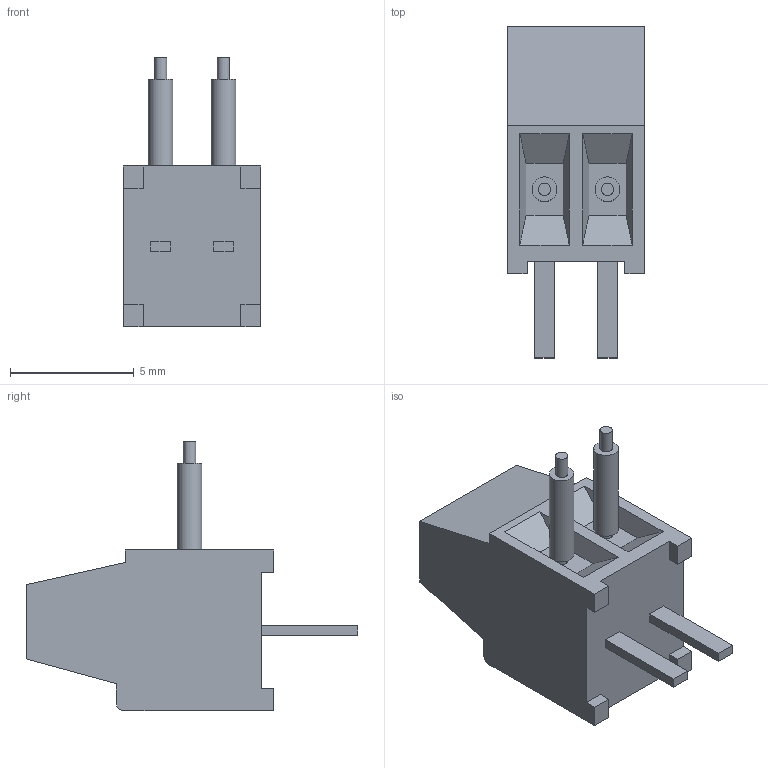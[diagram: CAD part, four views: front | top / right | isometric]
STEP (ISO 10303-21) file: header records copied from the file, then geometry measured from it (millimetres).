
FILE_DESCRIPTION(/* description */ (''),/* implementation_level */ '2;1');
FILE_NAME(/* name */ '282834-2.step',/* time_stamp */ '2022-09-24T13:08:41+03:00',/* author */ (''),/* organization */ (''),/* preprocessor_version */ 'ST-DEVELOPER v19',/* originating_system */ 'Autodesk Translation Framework v11.7.0.108',/* authorisation */ '');
FILE_SCHEMA (('AUTOMOTIVE_DESIGN { 1 0 10303 214 3 1 1 }'));
Length unit declared in the file: millimetre
Products named in the file (1): 282834-2
Bounding box: 5.54 x 13.4 x 10.9 mm (x, y, z)
Volume: 269.3 mm3; surface area: 399.2 mm2
Topology: 5 solids, 5 shells, 89 faces, 215 edges, 142 vertices
Faces by surface type: plane 78, cylinder 11
Full cylindrical faces by diameter (mm): 0.5 x4, 1 x2, 2.1 x2
Entity records: 2650 total; most frequent: CARTESIAN_POINT 447, ORIENTED_EDGE 430, DIRECTION 425, EDGE_CURVE 215, LINE 185, VECTOR 185, VERTEX_POINT 142, AXIS2_PLACEMENT_3D 120
